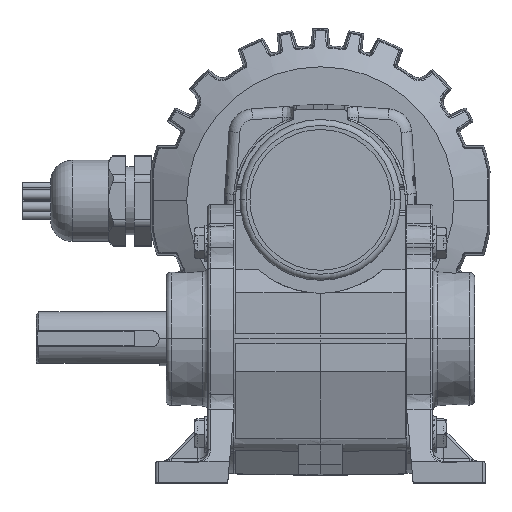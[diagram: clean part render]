
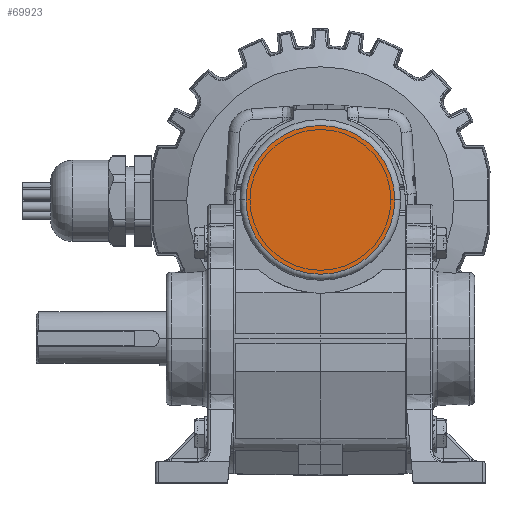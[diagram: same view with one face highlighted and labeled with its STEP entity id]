
A CAD part, top view. The second image highlights one B-rep face of the part: STEP entity #69923.
In plain terms, the highlighted planar face has unit normal (0, 0, 1).
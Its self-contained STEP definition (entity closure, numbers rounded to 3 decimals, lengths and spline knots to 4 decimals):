
#5642 = VERTEX_POINT ( 'NONE', #64176 ) ;
#5664 = VERTEX_POINT ( 'NONE', #64731 ) ;
#16344 = EDGE_LOOP ( 'NONE', ( #37171, #37199 ) ) ;
#18247 = AXIS2_PLACEMENT_3D ( 'NONE', #87968, #87969, #87970 ) ;
#18550 = AXIS2_PLACEMENT_3D ( 'NONE', #60596, #60597, #60599 ) ;
#27795 = EDGE_CURVE ( 'NONE', #5642, #5664, #81613, .T. ) ;
#35407 = EDGE_CURVE ( 'NONE', #5664, #5642, #82191, .T. ) ;
#37171 = ORIENTED_EDGE ( 'NONE', *, *, #27795, .T. ) ;
#37199 = ORIENTED_EDGE ( 'NONE', *, *, #35407, .T. ) ;
#60596 = CARTESIAN_POINT ( 'NONE',  ( 0., 0., 4.876 ) ) ;
#60597 = DIRECTION ( 'NONE',  ( 0., 0., 1. ) ) ;
#60599 = DIRECTION ( 'NONE',  ( -1., 0., 0. ) ) ;
#64176 = CARTESIAN_POINT ( 'NONE',  ( -0.86, 0., 4.876 ) ) ;
#64731 = CARTESIAN_POINT ( 'NONE',  ( 0.86, 0., 4.876 ) ) ;
#69923 = ADVANCED_FACE ( 'NONE', ( #93641 ), #100747, .T. ) ;
#81020 = AXIS2_PLACEMENT_3D ( 'NONE', #100749, #100751, #100753 ) ;
#81613 = CIRCLE ( 'NONE', #18247, 0.86 ) ;
#82191 = CIRCLE ( 'NONE', #18550, 0.86 ) ;
#87968 = CARTESIAN_POINT ( 'NONE',  ( 0., 0., 4.876 ) ) ;
#87969 = DIRECTION ( 'NONE',  ( 0., 0., 1. ) ) ;
#87970 = DIRECTION ( 'NONE',  ( -1., 0., 0. ) ) ;
#93641 = FACE_OUTER_BOUND ( 'NONE', #16344, .T. ) ;
#100747 = PLANE ( 'NONE',  #81020 ) ;
#100749 = CARTESIAN_POINT ( 'NONE',  ( 0., -0.86, 4.876 ) ) ;
#100751 = DIRECTION ( 'NONE',  ( 0., 0., 1. ) ) ;
#100753 = DIRECTION ( 'NONE',  ( -1., 0., 0. ) ) ;
